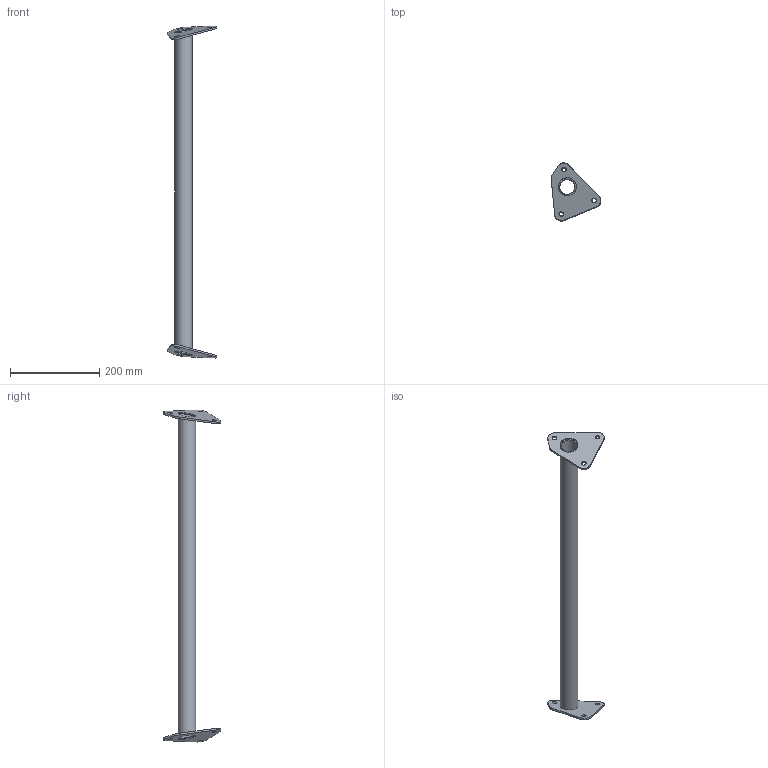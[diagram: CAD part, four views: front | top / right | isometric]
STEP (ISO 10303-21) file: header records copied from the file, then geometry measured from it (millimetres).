
FILE_DESCRIPTION(/* description */ (''),/* implementation_level */ '2;1');
FILE_NAME(/* name */ 'ASM0002_ASM.stp',/* time_stamp */ '2016-06-02T11:00:43+02:00',/* author */ (''),/* organization */ (''),/* preprocessor_version */ 'ST-DEVELOPER v16.5',/* originating_system */ 'Autodesk Translation Framework v5.0.0.3310',/* authorisation */ '');
FILE_SCHEMA (('AUTOMOTIVE_DESIGN { 1 0 10303 214 3 1 1 }'));
Length unit declared in the file: centimetre
Products named in the file (5): ASM0002_ASM; PTT01S006001A_TB_INTERDUOMO_ANT; PTT01S006002A_INT_DUOMO_ANT_28_ASM; MANIFOLD_SOLID_BREP_928; MANIFOLD_SOLID_BREP_1603
Assembly tree (4 placements, depth 3):
  ASM0002_ASM
    PTT01S006001A_TB_INTERDUOMO_ANT
    PTT01S006002A_INT_DUOMO_ANT_28_ASM
      MANIFOLD_SOLID_BREP_928
      MANIFOLD_SOLID_BREP_1603
Bounding box: 111.53 x 129.91 x 745.74 mm (x, y, z)
Volume: 313104 mm3; surface area: 203918.3 mm2
Topology: 3 solids, 3 shells, 34 faces, 84 edges, 56 vertices
Faces by surface type: cylinder 16, plane 14, bspline 4
Full cylindrical faces by diameter (mm): 10.15 x6, 34 x1, 40 x1
Entity records: 1207 total; most frequent: CARTESIAN_POINT 291, DIRECTION 178, ORIENTED_EDGE 152, EDGE_CURVE 76, AXIS2_PLACEMENT_3D 71, EDGE_LOOP 60, VERTEX_POINT 56, LINE 36
